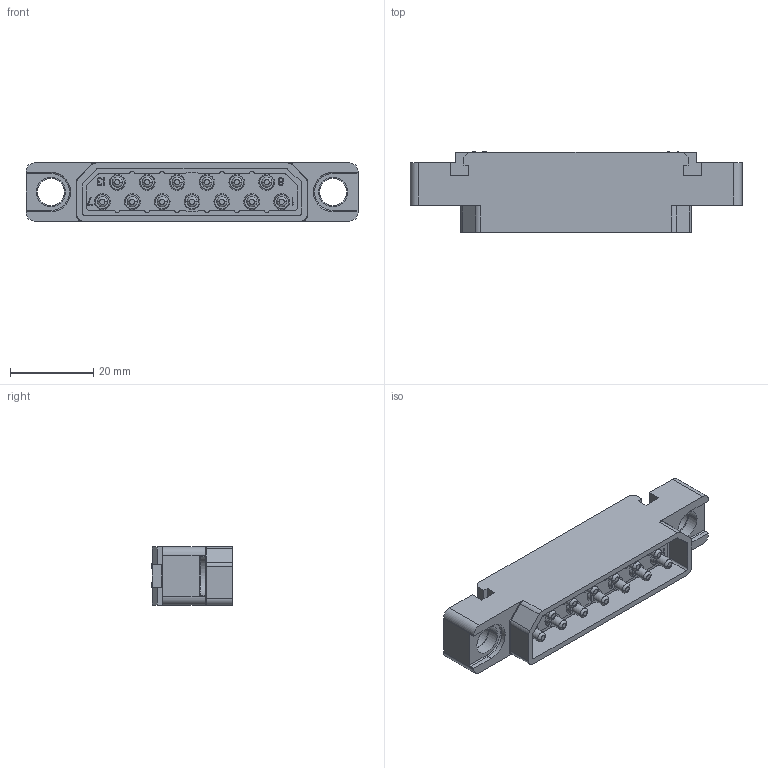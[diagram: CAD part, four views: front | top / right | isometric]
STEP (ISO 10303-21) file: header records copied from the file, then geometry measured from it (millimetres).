
FILE_DESCRIPTION((''),'2;1');
FILE_NAME('1900ND05P2X00D','2020-08-03T',('presta_be4'),(''),'CREO PARAMETRIC BY PTC INC, 2018360','CREO PARAMETRIC BY PTC INC, 2018360','');
FILE_SCHEMA(('CONFIG_CONTROL_DESIGN'));
Products named in the file (1): 1900ND05P2X00D
Bounding box: 80 x 19.35 x 14 mm (x, y, z)
Volume: 11466.9 mm3; surface area: 16023.3 mm2
Topology: 1 solids, 1 shells, 1796 faces, 4921 edges, 3143 vertices
Faces by surface type: plane 729, cylinder 703, cone 186, torus 102, bspline 76
Entity records: 63762 total; most frequent: CARTESIAN_POINT 18112, ORIENTED_EDGE 9790, DIRECTION 9301, EDGE_CURVE 4895, AXIS2_PLACEMENT_3D 3373, VERTEX_POINT 3143, VECTOR 2555, LINE 2555
